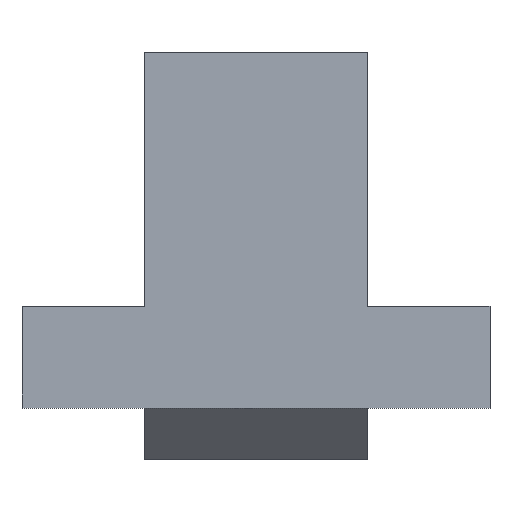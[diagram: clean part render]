
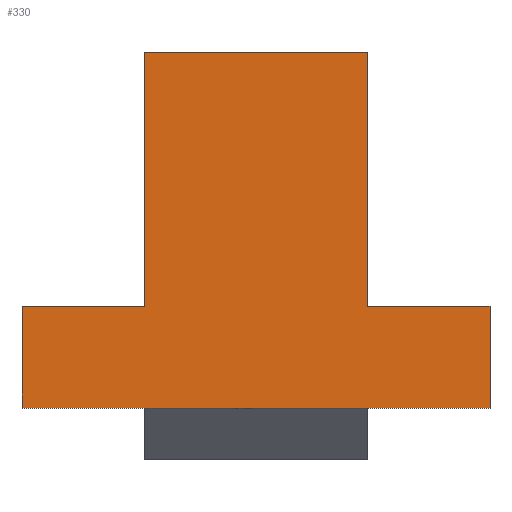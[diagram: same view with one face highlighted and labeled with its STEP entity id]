
A CAD part, top view. The second image highlights one B-rep face of the part: STEP entity #330.
In plain terms, the highlighted planar face has unit normal (0, 0, 1).
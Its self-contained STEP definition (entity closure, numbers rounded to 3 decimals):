
#24=FACE_OUTER_BOUND('',#41,.T.);
#41=EDGE_LOOP('',(#259,#260,#261,#262,#263,#264,#265,#266));
#59=LINE('',#474,#104);
#66=LINE('',#488,#111);
#78=LINE('',#512,#123);
#82=LINE('',#519,#127);
#83=LINE('',#522,#128);
#84=LINE('',#523,#129);
#85=LINE('',#525,#130);
#86=LINE('',#526,#131);
#104=VECTOR('',#387,10.);
#111=VECTOR('',#398,10.);
#123=VECTOR('',#416,10.);
#127=VECTOR('',#422,10.);
#128=VECTOR('',#425,10.);
#129=VECTOR('',#426,10.);
#130=VECTOR('',#427,10.);
#131=VECTOR('',#428,10.);
#147=VERTEX_POINT('',#471);
#148=VERTEX_POINT('',#473);
#153=VERTEX_POINT('',#487);
#161=VERTEX_POINT('',#509);
#162=VERTEX_POINT('',#511);
#164=VERTEX_POINT('',#517);
#165=VERTEX_POINT('',#521);
#166=VERTEX_POINT('',#524);
#179=EDGE_CURVE('',#147,#148,#59,.T.);
#186=EDGE_CURVE('',#148,#153,#66,.T.);
#198=EDGE_CURVE('',#161,#162,#78,.T.);
#202=EDGE_CURVE('',#164,#147,#82,.T.);
#203=EDGE_CURVE('',#165,#153,#83,.T.);
#204=EDGE_CURVE('',#164,#162,#84,.T.);
#205=EDGE_CURVE('',#166,#161,#85,.T.);
#206=EDGE_CURVE('',#165,#166,#86,.T.);
#259=ORIENTED_EDGE('',*,*,#203,.T.);
#260=ORIENTED_EDGE('',*,*,#186,.F.);
#261=ORIENTED_EDGE('',*,*,#179,.F.);
#262=ORIENTED_EDGE('',*,*,#202,.F.);
#263=ORIENTED_EDGE('',*,*,#204,.T.);
#264=ORIENTED_EDGE('',*,*,#198,.F.);
#265=ORIENTED_EDGE('',*,*,#205,.F.);
#266=ORIENTED_EDGE('',*,*,#206,.F.);
#313=PLANE('',#361);
#330=ADVANCED_FACE('',(#24),#313,.T.);
#361=AXIS2_PLACEMENT_3D('',#520,#423,#424);
#387=DIRECTION('',(0.,1.,0.));
#398=DIRECTION('',(1.,0.,0.));
#416=DIRECTION('',(-1.,0.,0.));
#422=DIRECTION('',(1.,0.,0.));
#423=DIRECTION('center_axis',(0.,0.,1.));
#424=DIRECTION('ref_axis',(1.,0.,0.));
#425=DIRECTION('',(0.,1.,0.));
#426=DIRECTION('',(0.,-1.,0.));
#427=DIRECTION('',(0.,-1.,0.));
#428=DIRECTION('',(1.,0.,0.));
#471=CARTESIAN_POINT('',(-34.149,0.,6.15));
#473=CARTESIAN_POINT('',(-34.149,2.5,6.15));
#474=CARTESIAN_POINT('',(-34.149,0.,6.15));
#487=CARTESIAN_POINT('',(-31.949,2.5,6.15));
#488=CARTESIAN_POINT('',(-35.349,2.5,6.15));
#509=CARTESIAN_POINT('',(-30.749,-1.,6.15));
#511=CARTESIAN_POINT('',(-35.349,-1.,6.15));
#512=CARTESIAN_POINT('',(-35.349,-1.,6.15));
#517=CARTESIAN_POINT('',(-35.349,0.,6.15));
#519=CARTESIAN_POINT('',(-35.349,0.,6.15));
#520=CARTESIAN_POINT('Origin',(-34.149,0.,6.15));
#521=CARTESIAN_POINT('',(-31.949,0.,6.15));
#522=CARTESIAN_POINT('',(-31.949,0.,6.15));
#523=CARTESIAN_POINT('',(-35.349,0.,6.15));
#524=CARTESIAN_POINT('',(-30.749,0.,6.15));
#525=CARTESIAN_POINT('',(-30.749,0.,6.15));
#526=CARTESIAN_POINT('',(-35.349,0.,6.15));
